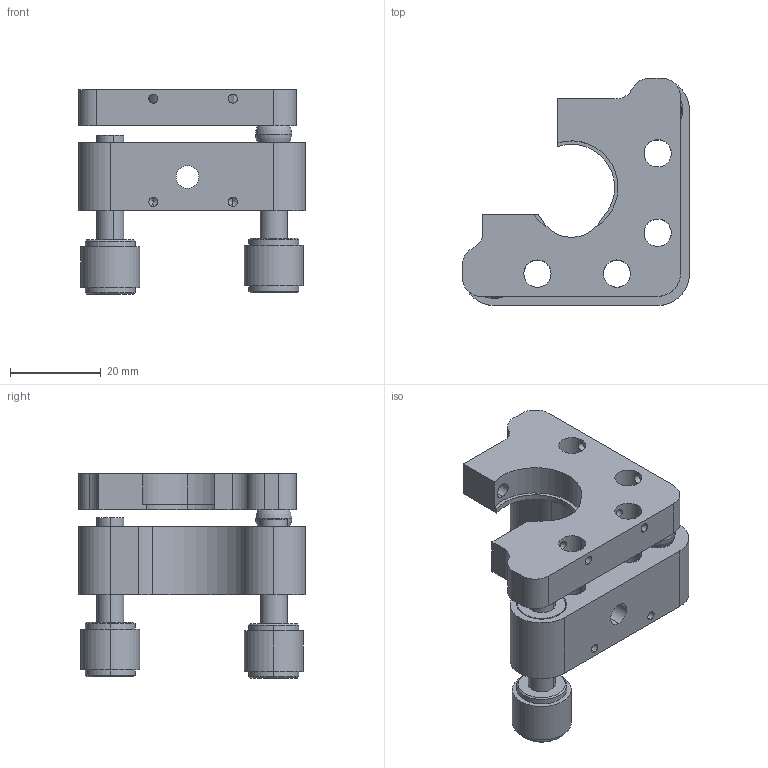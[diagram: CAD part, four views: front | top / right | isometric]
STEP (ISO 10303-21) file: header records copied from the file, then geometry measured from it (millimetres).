
FILE_DESCRIPTION (( 'STEP AP203' ), '1' );
FILE_NAME ('GCM-082813M 俋倰芞.STEP', '2016-12-23T07:00:19', ( 'Lxtx999.CoM' ), ( 'Lxtx999.CoM' ), 'SwSTEP 2.0', 'SolidWorks 2012', '' );
FILE_SCHEMA (( 'CONFIG_CONTROL_DESIGN' ));
Length unit declared in the file: centimetre
Products named in the file (1): GCM-082813M 俋倰芞
Bounding box: 50 x 50 x 45.1 mm (x, y, z)
Surface area: 14861 mm2 (no closed solid volume)
Topology: 0 solids, 12 shells, 190 faces, 528 edges, 345 vertices
Faces by surface type: cylinder 117, plane 45, cone 26, sphere 2
Entity records: 6761 total; most frequent: CARTESIAN_POINT 1710, DIRECTION 1093, ORIENTED_EDGE 956, EDGE_CURVE 511, AXIS2_PLACEMENT_3D 435, VERTEX_POINT 342, EDGE_LOOP 254, CIRCLE 244
